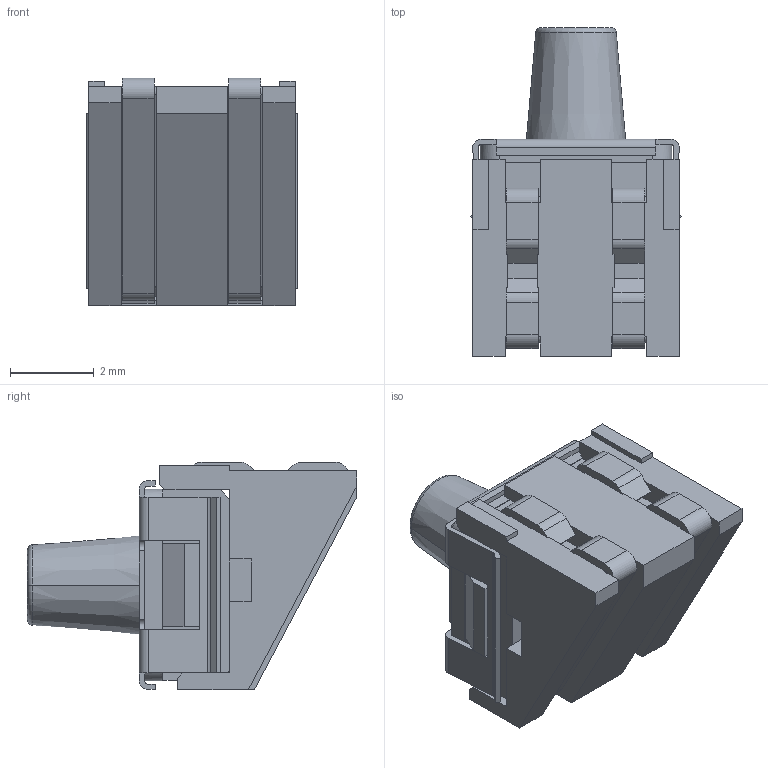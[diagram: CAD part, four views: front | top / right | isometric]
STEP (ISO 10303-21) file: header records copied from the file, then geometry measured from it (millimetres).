
FILE_DESCRIPTION (( 'STEP AP214' ), '1' );
FILE_NAME ('7914S-1-050.STEP', '2018-02-18T22:38:34', ( '' ), ( '' ), 'SwSTEP 2.0', 'SolidWorks 2018', '' );
FILE_SCHEMA (( 'AUTOMOTIVE_DESIGN' ));
Length unit declared in the file: millimetre
Products named in the file (1): 7914S-1-050
Bounding box: 5.05 x 7.85 x 5.44 mm (x, y, z)
Volume: 103 mm3; surface area: 246.5 mm2
Topology: 1 solids, 3 shells, 304 faces, 898 edges, 579 vertices
Faces by surface type: plane 217, cylinder 66, torus 13, cone 8
Entity records: 10176 total; most frequent: CARTESIAN_POINT 1864, ORIENTED_EDGE 1796, DIRECTION 1686, EDGE_CURVE 898, VECTOR 688, LINE 688, VERTEX_POINT 579, AXIS2_PLACEMENT_3D 499
